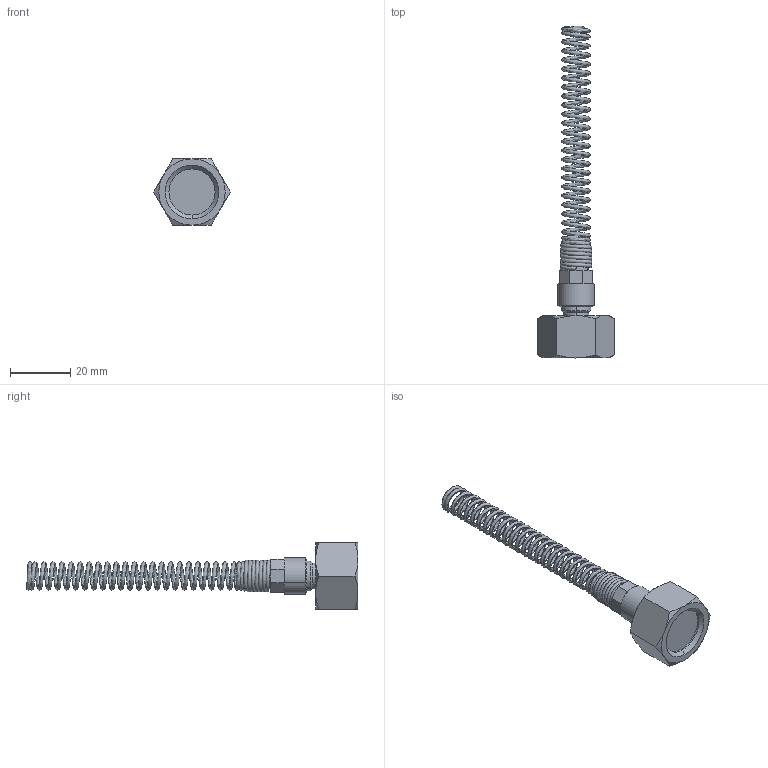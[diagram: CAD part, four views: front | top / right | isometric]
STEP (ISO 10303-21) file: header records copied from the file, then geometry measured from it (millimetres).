
FILE_DESCRIPTION (( 'STEP AP214' ), '1' );
FILE_NAME ('0103500003.step', '2012-09-28T13:21:33', ( '' ), ( '' ), 'SwSTEP 2.0', 'SolidWorks 2012', '' );
FILE_SCHEMA (( 'AUTOMOTIVE_DESIGN' ));
Length unit declared in the file: millimetre
Products named in the file (1): 0103500003
Bounding box: 25.4 x 110 x 22 mm (x, y, z)
Volume: 8613 mm3; surface area: 7090.7 mm2
Topology: 3 solids, 3 shells, 99 faces, 214 edges, 127 vertices
Faces by surface type: cone 38, cylinder 26, plane 26, bspline 7, torus 2
Entity records: 20440 total; most frequent: CARTESIAN_POINT 17277, ORIENTED_EDGE 428, DIRECTION 399, EDGE_CURVE 214, AXIS2_PLACEMENT_3D 167, VERTEX_POINT 127, EDGE_LOOP 107, UNCERTAINTY_MEASURE_WITH_UNIT 104
